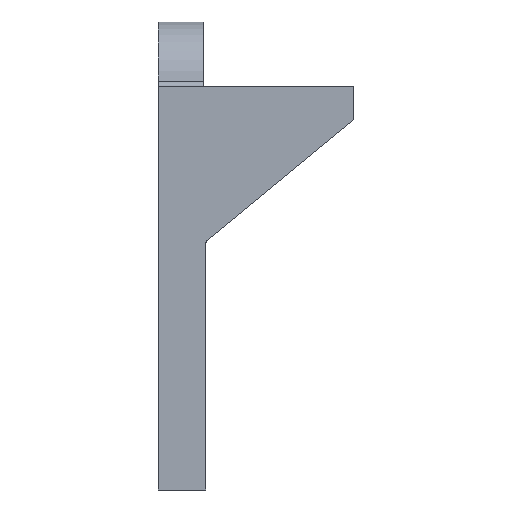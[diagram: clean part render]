
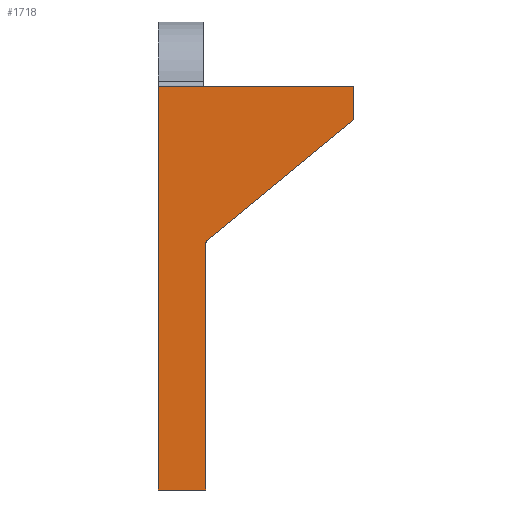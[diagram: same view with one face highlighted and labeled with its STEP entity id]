
A CAD part, left-side view. The second image highlights one B-rep face of the part: STEP entity #1718.
In plain terms, the highlighted planar face has unit normal (-1, 0, 0).
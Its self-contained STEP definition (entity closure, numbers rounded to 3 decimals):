
#14 = CARTESIAN_POINT ( 'NONE',  ( -21.7, -1., 8.5 ) ) ;
#44 = DIRECTION ( 'NONE',  ( 0., 0., -1. ) ) ;
#77 = LINE ( 'NONE', #1376, #147 ) ;
#81 = EDGE_CURVE ( 'NONE', #488, #219, #1862, .T. ) ;
#83 = LINE ( 'NONE', #255, #289 ) ;
#147 = VECTOR ( 'NONE', #831, 1000. ) ;
#166 = CARTESIAN_POINT ( 'NONE',  ( -21.7, -1., 8.5 ) ) ;
#200 = DIRECTION ( 'NONE',  ( 1., 0., 0. ) ) ;
#213 = DIRECTION ( 'NONE',  ( 0., 1., 0. ) ) ;
#219 = VERTEX_POINT ( 'NONE', #995 ) ;
#222 = VECTOR ( 'NONE', #2199, 1000. ) ;
#253 = EDGE_LOOP ( 'NONE', ( #1701, #2452, #799, #1109, #2189, #565, #1321 ) ) ;
#255 = CARTESIAN_POINT ( 'NONE',  ( -21.7, -1., 8.5 ) ) ;
#289 = VECTOR ( 'NONE', #44, 1000. ) ;
#339 = CARTESIAN_POINT ( 'NONE',  ( -21.7, -10.2, -21.712 ) ) ;
#350 = CARTESIAN_POINT ( 'NONE',  ( -21.7, -39., 2. ) ) ;
#380 = LINE ( 'NONE', #2115, #1228 ) ;
#415 = FACE_OUTER_BOUND ( 'NONE', #253, .T. ) ;
#438 = CARTESIAN_POINT ( 'NONE',  ( -21.7, -1., -69.912 ) ) ;
#488 = VERTEX_POINT ( 'NONE', #14 ) ;
#528 = DIRECTION ( 'NONE',  ( 0., -0.772, 0.636 ) ) ;
#565 = ORIENTED_EDGE ( 'NONE', *, *, #1764, .F. ) ;
#655 = EDGE_CURVE ( 'NONE', #1012, #982, #77, .T. ) ;
#766 = CARTESIAN_POINT ( 'NONE',  ( -21.7, -11.2, -22.184 ) ) ;
#799 = ORIENTED_EDGE ( 'NONE', *, *, #1869, .T. ) ;
#828 = CARTESIAN_POINT ( 'NONE',  ( -21.7, -10.2, 0. ) ) ;
#831 = DIRECTION ( 'NONE',  ( 0., 1., 0. ) ) ;
#843 = DIRECTION ( 'NONE',  ( 0., 0., 1. ) ) ;
#858 = EDGE_CURVE ( 'NONE', #2375, #1730, #2322, .T. ) ;
#982 = VERTEX_POINT ( 'NONE', #438 ) ;
#988 = CARTESIAN_POINT ( 'NONE',  ( -21.7, -10.564, -21.412 ) ) ;
#995 = CARTESIAN_POINT ( 'NONE',  ( -21.7, -39., 8.5 ) ) ;
#1001 = CARTESIAN_POINT ( 'NONE',  ( -21.7, -1., 8.5 ) ) ;
#1012 = VERTEX_POINT ( 'NONE', #1068 ) ;
#1030 = AXIS2_PLACEMENT_3D ( 'NONE', #1001, #1173, #213 ) ;
#1068 = CARTESIAN_POINT ( 'NONE',  ( -21.7, -10.2, -69.912 ) ) ;
#1084 = EDGE_CURVE ( 'NONE', #1730, #1179, #1556, .T. ) ;
#1109 = ORIENTED_EDGE ( 'NONE', *, *, #858, .T. ) ;
#1138 = DIRECTION ( 'NONE',  ( 0., 1., 0. ) ) ;
#1148 = DIRECTION ( 'NONE',  ( 0., 0., -1. ) ) ;
#1173 = DIRECTION ( 'NONE',  ( 1., 0., 0. ) ) ;
#1179 = VERTEX_POINT ( 'NONE', #350 ) ;
#1228 = VECTOR ( 'NONE', #1148, 1000. ) ;
#1321 = ORIENTED_EDGE ( 'NONE', *, *, #81, .F. ) ;
#1376 = CARTESIAN_POINT ( 'NONE',  ( -21.7, -10.2, -69.912 ) ) ;
#1556 = LINE ( 'NONE', #339, #1956 ) ;
#1701 = ORIENTED_EDGE ( 'NONE', *, *, #2396, .T. ) ;
#1718 = ADVANCED_FACE ( 'NONE', ( #415 ), #1933, .F. ) ;
#1730 = VERTEX_POINT ( 'NONE', #988 ) ;
#1764 = EDGE_CURVE ( 'NONE', #219, #1179, #380, .T. ) ;
#1862 = LINE ( 'NONE', #166, #222 ) ;
#1869 = EDGE_CURVE ( 'NONE', #1012, #2375, #2343, .T. ) ;
#1933 = PLANE ( 'NONE',  #1030 ) ;
#1956 = VECTOR ( 'NONE', #528, 1000. ) ;
#1991 = AXIS2_PLACEMENT_3D ( 'NONE', #766, #200, #1138 ) ;
#2115 = CARTESIAN_POINT ( 'NONE',  ( -21.7, -39., 8.5 ) ) ;
#2184 = CARTESIAN_POINT ( 'NONE',  ( -21.7, -10.2, -22.184 ) ) ;
#2189 = ORIENTED_EDGE ( 'NONE', *, *, #1084, .T. ) ;
#2199 = DIRECTION ( 'NONE',  ( 0., -1., 0. ) ) ;
#2322 = CIRCLE ( 'NONE', #1991, 1. ) ;
#2343 = LINE ( 'NONE', #828, #2384 ) ;
#2375 = VERTEX_POINT ( 'NONE', #2184 ) ;
#2384 = VECTOR ( 'NONE', #843, 1000. ) ;
#2396 = EDGE_CURVE ( 'NONE', #488, #982, #83, .T. ) ;
#2452 = ORIENTED_EDGE ( 'NONE', *, *, #655, .F. ) ;
